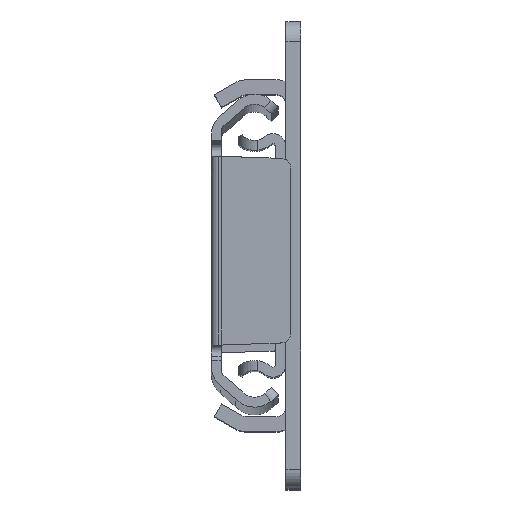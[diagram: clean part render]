
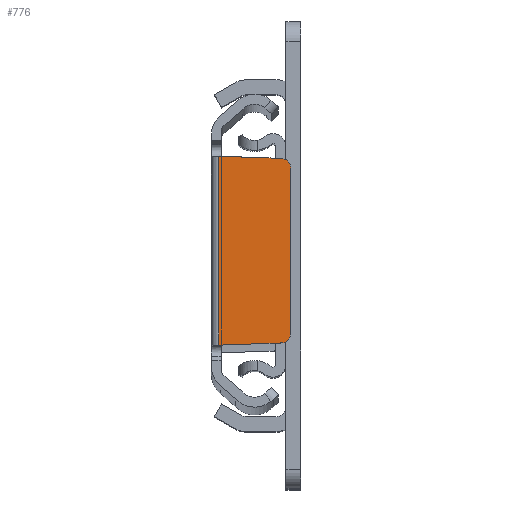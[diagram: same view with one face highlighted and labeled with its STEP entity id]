
A CAD part, top view. The second image highlights one B-rep face of the part: STEP entity #776.
In plain terms, the highlighted planar face has unit normal (0, 0, 1).
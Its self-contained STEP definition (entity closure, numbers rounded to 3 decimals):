
#91 = LINE ( 'NONE', #3634, #6471 ) ;
#186 = VERTEX_POINT ( 'NONE', #743 ) ;
#329 = ORIENTED_EDGE ( 'NONE', *, *, #5681, .T. ) ;
#631 = ORIENTED_EDGE ( 'NONE', *, *, #1185, .T. ) ;
#675 = LINE ( 'NONE', #5292, #1824 ) ;
#687 = CARTESIAN_POINT ( 'NONE',  ( 0., -19., 0. ) ) ;
#724 = CIRCLE ( 'NONE', #6724, 2. ) ;
#743 = CARTESIAN_POINT ( 'NONE',  ( 14., 16.579, 0. ) ) ;
#776 = ADVANCED_FACE ( 'NONE', ( #4476 ), #5912, .T. ) ;
#781 = CARTESIAN_POINT ( 'NONE',  ( -0.5, 19., 0. ) ) ;
#937 = CARTESIAN_POINT ( 'NONE',  ( -2., 19., 0. ) ) ;
#1106 = LINE ( 'NONE', #3183, #6461 ) ;
#1142 = EDGE_LOOP ( 'NONE', ( #4061, #3790, #3178, #631, #1591, #6703, #1145, #329 ) ) ;
#1145 = ORIENTED_EDGE ( 'NONE', *, *, #3357, .T. ) ;
#1158 = AXIS2_PLACEMENT_3D ( 'NONE', #6566, #5987, #1381 ) ;
#1185 = EDGE_CURVE ( 'NONE', #4890, #6638, #1777, .T. ) ;
#1381 = DIRECTION ( 'NONE',  ( 1., 0., 0. ) ) ;
#1401 = EDGE_CURVE ( 'NONE', #6638, #5938, #724, .T. ) ;
#1492 = CARTESIAN_POINT ( 'NONE',  ( -0.5, -19., 0. ) ) ;
#1568 = CARTESIAN_POINT ( 'NONE',  ( 12., 16.579, 0. ) ) ;
#1577 = AXIS2_PLACEMENT_3D ( 'NONE', #1568, #3033, #5578 ) ;
#1578 = DIRECTION ( 'NONE',  ( 0., 0., 1. ) ) ;
#1591 = ORIENTED_EDGE ( 'NONE', *, *, #1401, .T. ) ;
#1777 = LINE ( 'NONE', #5392, #6505 ) ;
#1824 = VECTOR ( 'NONE', #5418, 1000. ) ;
#2162 = DIRECTION ( 'NONE',  ( 1., 0., 0. ) ) ;
#2364 = EDGE_CURVE ( 'NONE', #5938, #186, #675, .T. ) ;
#2503 = CARTESIAN_POINT ( 'NONE',  ( 14., -16.579, 0. ) ) ;
#2990 = VERTEX_POINT ( 'NONE', #5212 ) ;
#3033 = DIRECTION ( 'NONE',  ( 0., 0., 1. ) ) ;
#3144 = CARTESIAN_POINT ( 'NONE',  ( 12.07, 18.578, 0. ) ) ;
#3146 = CARTESIAN_POINT ( 'NONE',  ( 12.07, -18.578, 0. ) ) ;
#3178 = ORIENTED_EDGE ( 'NONE', *, *, #4930, .T. ) ;
#3183 = CARTESIAN_POINT ( 'NONE',  ( -2., -19., 0. ) ) ;
#3205 = VECTOR ( 'NONE', #6713, 1000. ) ;
#3251 = DIRECTION ( 'NONE',  ( 0., -1., 0. ) ) ;
#3343 = DIRECTION ( 'NONE',  ( 0.999, 0.035, 0. ) ) ;
#3357 = EDGE_CURVE ( 'NONE', #186, #5200, #5377, .T. ) ;
#3634 = CARTESIAN_POINT ( 'NONE',  ( 0., 19., 0. ) ) ;
#3644 = DIRECTION ( 'NONE',  ( 1., 0., 0. ) ) ;
#3720 = LINE ( 'NONE', #5301, #4822 ) ;
#3790 = ORIENTED_EDGE ( 'NONE', *, *, #4805, .T. ) ;
#4061 = ORIENTED_EDGE ( 'NONE', *, *, #5950, .F. ) ;
#4231 = VERTEX_POINT ( 'NONE', #781 ) ;
#4476 = FACE_OUTER_BOUND ( 'NONE', #1142, .T. ) ;
#4586 = LINE ( 'NONE', #937, #3205 ) ;
#4805 = EDGE_CURVE ( 'NONE', #4231, #6001, #3720, .T. ) ;
#4822 = VECTOR ( 'NONE', #3251, 1000. ) ;
#4890 = VERTEX_POINT ( 'NONE', #687 ) ;
#4930 = EDGE_CURVE ( 'NONE', #6001, #4890, #1106, .T. ) ;
#5200 = VERTEX_POINT ( 'NONE', #3144 ) ;
#5212 = CARTESIAN_POINT ( 'NONE',  ( 0., 19., 0. ) ) ;
#5292 = CARTESIAN_POINT ( 'NONE',  ( 14., 18.51, 0. ) ) ;
#5301 = CARTESIAN_POINT ( 'NONE',  ( -0.5, 26.325, 0. ) ) ;
#5377 = CIRCLE ( 'NONE', #1577, 2. ) ;
#5392 = CARTESIAN_POINT ( 'NONE',  ( 0., -19., 0. ) ) ;
#5418 = DIRECTION ( 'NONE',  ( 0., 1., 0. ) ) ;
#5578 = DIRECTION ( 'NONE',  ( 1., 0., 0. ) ) ;
#5681 = EDGE_CURVE ( 'NONE', #5200, #2990, #91, .T. ) ;
#5912 = PLANE ( 'NONE',  #1158 ) ;
#5938 = VERTEX_POINT ( 'NONE', #2503 ) ;
#5950 = EDGE_CURVE ( 'NONE', #4231, #2990, #4586, .T. ) ;
#5987 = DIRECTION ( 'NONE',  ( 0., 0., 1. ) ) ;
#6001 = VERTEX_POINT ( 'NONE', #1492 ) ;
#6244 = CARTESIAN_POINT ( 'NONE',  ( 12., -16.579, 0. ) ) ;
#6276 = DIRECTION ( 'NONE',  ( -0.999, 0.035, 0. ) ) ;
#6461 = VECTOR ( 'NONE', #2162, 1000. ) ;
#6471 = VECTOR ( 'NONE', #6276, 1000. ) ;
#6505 = VECTOR ( 'NONE', #3343, 1000. ) ;
#6566 = CARTESIAN_POINT ( 'NONE',  ( 6.7, 26.325, 0. ) ) ;
#6638 = VERTEX_POINT ( 'NONE', #3146 ) ;
#6703 = ORIENTED_EDGE ( 'NONE', *, *, #2364, .T. ) ;
#6713 = DIRECTION ( 'NONE',  ( 1., 0., 0. ) ) ;
#6724 = AXIS2_PLACEMENT_3D ( 'NONE', #6244, #1578, #3644 ) ;
